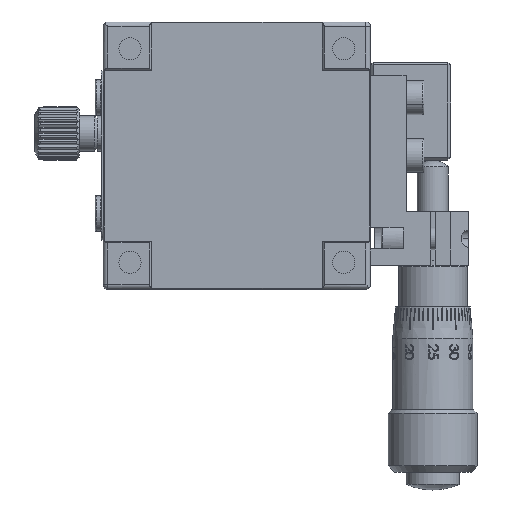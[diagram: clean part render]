
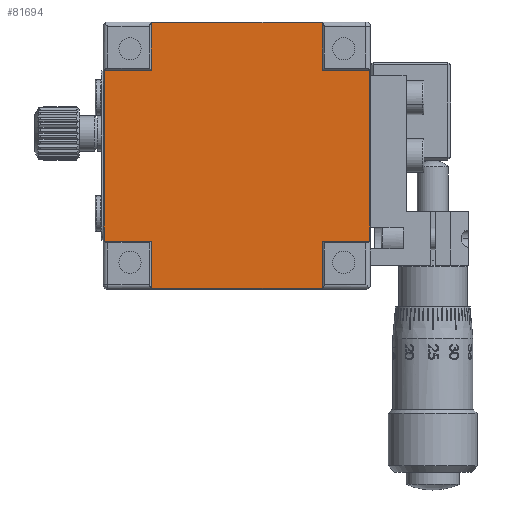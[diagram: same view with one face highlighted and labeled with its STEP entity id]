
A CAD part, front view. The second image highlights one B-rep face of the part: STEP entity #81694.
In plain terms, the highlighted planar face has unit normal (0, -1, 0).
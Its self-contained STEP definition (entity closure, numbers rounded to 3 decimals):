
#759 = EDGE_CURVE ( 'NONE', #59006, #81330, #32815, .T. ) ;
#1844 = EDGE_CURVE ( 'NONE', #30503, #72392, #64106, .T. ) ;
#3206 = CARTESIAN_POINT ( 'NONE',  ( 14.769, -4.5, -9.6 ) ) ;
#5847 = DIRECTION ( 'NONE',  ( 1., 0., 0. ) ) ;
#8053 = CARTESIAN_POINT ( 'NONE',  ( 9.469, -4.5, 14.9 ) ) ;
#8293 = CARTESIAN_POINT ( 'NONE',  ( -15.031, -4.5, -9.6 ) ) ;
#9602 = VECTOR ( 'NONE', #13097, 1000. ) ;
#10642 = EDGE_CURVE ( 'NONE', #81330, #29897, #53614, .T. ) ;
#10805 = CARTESIAN_POINT ( 'NONE',  ( 9.469, -4.5, -14.9 ) ) ;
#10988 = PLANE ( 'NONE',  #61065 ) ;
#11116 = CARTESIAN_POINT ( 'NONE',  ( -15.031, -4.5, 9.6 ) ) ;
#11254 = DIRECTION ( 'NONE',  ( 1., 0., 0. ) ) ;
#11826 = CARTESIAN_POINT ( 'NONE',  ( 9.469, -4.5, -15. ) ) ;
#13041 = VECTOR ( 'NONE', #42241, 1000. ) ;
#13097 = DIRECTION ( 'NONE',  ( 1., 0., 0. ) ) ;
#13482 = DIRECTION ( 'NONE',  ( 0., 0., 1. ) ) ;
#13963 = EDGE_CURVE ( 'NONE', #65967, #66850, #67870, .T. ) ;
#17717 = DIRECTION ( 'NONE',  ( 0., 1., 0. ) ) ;
#18237 = VECTOR ( 'NONE', #45937, 1000. ) ;
#18814 = ORIENTED_EDGE ( 'NONE', *, *, #71426, .T. ) ;
#19219 = CARTESIAN_POINT ( 'NONE',  ( 9.469, -4.5, 9.6 ) ) ;
#20614 = CARTESIAN_POINT ( 'NONE',  ( 14.769, -4.5, 9.6 ) ) ;
#20725 = VERTEX_POINT ( 'NONE', #8053 ) ;
#21819 = VECTOR ( 'NONE', #5847, 1000. ) ;
#22025 = ORIENTED_EDGE ( 'NONE', *, *, #41014, .T. ) ;
#22343 = DIRECTION ( 'NONE',  ( -1., 0., 0. ) ) ;
#22621 = CARTESIAN_POINT ( 'NONE',  ( 9.469, -4.5, -9.6 ) ) ;
#23166 = EDGE_CURVE ( 'NONE', #20725, #66850, #59280, .T. ) ;
#25174 = VECTOR ( 'NONE', #64153, 1000. ) ;
#28176 = ORIENTED_EDGE ( 'NONE', *, *, #1844, .T. ) ;
#29897 = VERTEX_POINT ( 'NONE', #22621 ) ;
#30503 = VERTEX_POINT ( 'NONE', #11116 ) ;
#32158 = ORIENTED_EDGE ( 'NONE', *, *, #10642, .T. ) ;
#32815 = LINE ( 'NONE', #79542, #81957 ) ;
#33013 = ORIENTED_EDGE ( 'NONE', *, *, #44444, .F. ) ;
#37312 = CARTESIAN_POINT ( 'NONE',  ( -9.731, -4.5, -9.6 ) ) ;
#39036 = VERTEX_POINT ( 'NONE', #20614 ) ;
#39112 = ORIENTED_EDGE ( 'NONE', *, *, #23166, .T. ) ;
#39546 = VECTOR ( 'NONE', #13482, 1000. ) ;
#40198 = VERTEX_POINT ( 'NONE', #19219 ) ;
#41014 = EDGE_CURVE ( 'NONE', #29897, #53230, #62752, .T. ) ;
#41603 = VECTOR ( 'NONE', #22343, 1000. ) ;
#42241 = DIRECTION ( 'NONE',  ( 0., 0., -1. ) ) ;
#42669 = CARTESIAN_POINT ( 'NONE',  ( -9.731, -4.5, 9.6 ) ) ;
#43757 = CARTESIAN_POINT ( 'NONE',  ( -9.731, -4.5, 14.9 ) ) ;
#44052 = CARTESIAN_POINT ( 'NONE',  ( -15.131, -4.5, 9.6 ) ) ;
#44444 = EDGE_CURVE ( 'NONE', #59006, #56640, #77179, .T. ) ;
#45015 = DIRECTION ( 'NONE',  ( 0., 0., 1. ) ) ;
#45324 = DIRECTION ( 'NONE',  ( 0., 0., 1. ) ) ;
#45937 = DIRECTION ( 'NONE',  ( 0., 0., 1. ) ) ;
#50052 = VECTOR ( 'NONE', #45324, 1000. ) ;
#50148 = LINE ( 'NONE', #60552, #70045 ) ;
#50876 = CARTESIAN_POINT ( 'NONE',  ( -9.731, -4.5, -15. ) ) ;
#52536 = ORIENTED_EDGE ( 'NONE', *, *, #70174, .T. ) ;
#53230 = VERTEX_POINT ( 'NONE', #3206 ) ;
#53614 = LINE ( 'NONE', #86002, #18237 ) ;
#54517 = ORIENTED_EDGE ( 'NONE', *, *, #13963, .F. ) ;
#55341 = EDGE_LOOP ( 'NONE', ( #33013, #67698, #32158, #22025, #18814, #61244, #61190, #39112, #54517, #81063, #28176, #52536 ) ) ;
#56640 = VERTEX_POINT ( 'NONE', #37312 ) ;
#57186 = LINE ( 'NONE', #85827, #21819 ) ;
#57953 = EDGE_CURVE ( 'NONE', #30503, #65967, #80534, .T. ) ;
#59006 = VERTEX_POINT ( 'NONE', #63938 ) ;
#59280 = LINE ( 'NONE', #69001, #41603 ) ;
#60552 = CARTESIAN_POINT ( 'NONE',  ( 14.769, -4.5, -9.6 ) ) ;
#61065 = AXIS2_PLACEMENT_3D ( 'NONE', #50876, #17717, #64309 ) ;
#61190 = ORIENTED_EDGE ( 'NONE', *, *, #75421, .T. ) ;
#61244 = ORIENTED_EDGE ( 'NONE', *, *, #74951, .F. ) ;
#61664 = CARTESIAN_POINT ( 'NONE',  ( -9.731, -4.5, -15. ) ) ;
#62752 = LINE ( 'NONE', #79603, #9602 ) ;
#63938 = CARTESIAN_POINT ( 'NONE',  ( -9.731, -4.5, -14.9 ) ) ;
#64106 = LINE ( 'NONE', #82290, #13041 ) ;
#64153 = DIRECTION ( 'NONE',  ( 1., 0., 0. ) ) ;
#64309 = DIRECTION ( 'NONE',  ( -1., 0., 0. ) ) ;
#65967 = VERTEX_POINT ( 'NONE', #42669 ) ;
#65993 = VECTOR ( 'NONE', #11254, 1000. ) ;
#66258 = CARTESIAN_POINT ( 'NONE',  ( -15.131, -4.5, -9.6 ) ) ;
#66850 = VERTEX_POINT ( 'NONE', #43757 ) ;
#67698 = ORIENTED_EDGE ( 'NONE', *, *, #759, .T. ) ;
#67870 = LINE ( 'NONE', #61664, #50052 ) ;
#69001 = CARTESIAN_POINT ( 'NONE',  ( 9.469, -4.5, 14.9 ) ) ;
#69753 = FACE_OUTER_BOUND ( 'NONE', #55341, .T. ) ;
#70045 = VECTOR ( 'NONE', #80808, 1000. ) ;
#70174 = EDGE_CURVE ( 'NONE', #72392, #56640, #70192, .T. ) ;
#70192 = LINE ( 'NONE', #66258, #65993 ) ;
#71426 = EDGE_CURVE ( 'NONE', #53230, #39036, #50148, .T. ) ;
#71839 = LINE ( 'NONE', #11826, #73954 ) ;
#72392 = VERTEX_POINT ( 'NONE', #8293 ) ;
#73954 = VECTOR ( 'NONE', #45015, 1000. ) ;
#74856 = DIRECTION ( 'NONE',  ( 1., 0., 0. ) ) ;
#74951 = EDGE_CURVE ( 'NONE', #40198, #39036, #57186, .T. ) ;
#75421 = EDGE_CURVE ( 'NONE', #40198, #20725, #71839, .T. ) ;
#77179 = LINE ( 'NONE', #79989, #39546 ) ;
#79542 = CARTESIAN_POINT ( 'NONE',  ( -9.731, -4.5, -14.9 ) ) ;
#79603 = CARTESIAN_POINT ( 'NONE',  ( -15.131, -4.5, -9.6 ) ) ;
#79989 = CARTESIAN_POINT ( 'NONE',  ( -9.731, -4.5, -15. ) ) ;
#80534 = LINE ( 'NONE', #44052, #25174 ) ;
#80808 = DIRECTION ( 'NONE',  ( 0., 0., 1. ) ) ;
#81063 = ORIENTED_EDGE ( 'NONE', *, *, #57953, .F. ) ;
#81330 = VERTEX_POINT ( 'NONE', #10805 ) ;
#81694 = ADVANCED_FACE ( 'NONE', ( #69753 ), #10988, .F. ) ;
#81957 = VECTOR ( 'NONE', #74856, 1000. ) ;
#82290 = CARTESIAN_POINT ( 'NONE',  ( -15.031, -4.5, 9.6 ) ) ;
#85827 = CARTESIAN_POINT ( 'NONE',  ( -15.131, -4.5, 9.6 ) ) ;
#86002 = CARTESIAN_POINT ( 'NONE',  ( 9.469, -4.5, -15. ) ) ;
